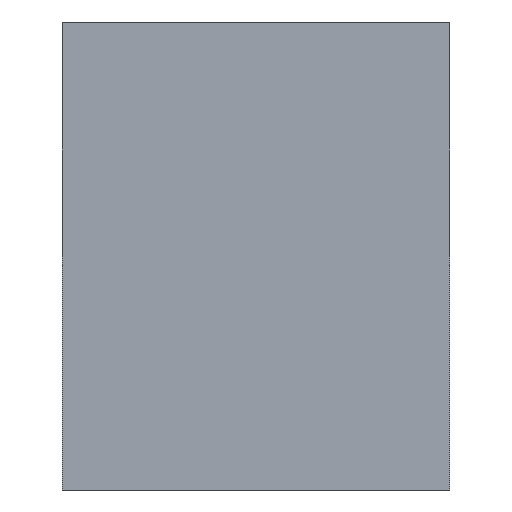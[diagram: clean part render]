
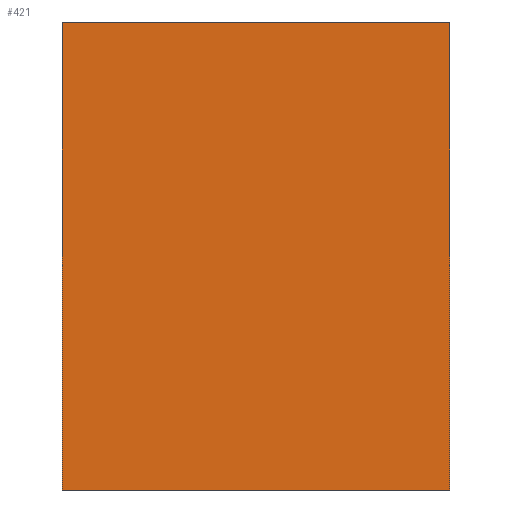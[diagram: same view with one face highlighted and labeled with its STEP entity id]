
A CAD part, front view. The second image highlights one B-rep face of the part: STEP entity #421.
In plain terms, the highlighted planar face has unit normal (0, -1, 0).
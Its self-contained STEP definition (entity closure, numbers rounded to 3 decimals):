
#16 = VECTOR ( 'NONE', #163, 1000. ) ;
#36 = CARTESIAN_POINT ( 'NONE',  ( -79.764, 74.501, 31.4 ) ) ;
#112 = VECTOR ( 'NONE', #858, 1000. ) ;
#131 = LINE ( 'NONE', #753, #16 ) ;
#140 = VERTEX_POINT ( 'NONE', #777 ) ;
#163 = DIRECTION ( 'NONE',  ( -1., 0., 0. ) ) ;
#186 = CARTESIAN_POINT ( 'NONE',  ( -53.747, 74.501, 31.4 ) ) ;
#221 = CARTESIAN_POINT ( 'NONE',  ( 0., 74.501, 31.4 ) ) ;
#270 = LINE ( 'NONE', #1837, #648 ) ;
#421 = ADVANCED_FACE ( 'NONE', ( #872 ), #1748, .T. ) ;
#437 = ORIENTED_EDGE ( 'NONE', *, *, #847, .F. ) ;
#569 = EDGE_CURVE ( 'NONE', #881, #140, #270, .T. ) ;
#593 = EDGE_LOOP ( 'NONE', ( #437, #758, #1537, #1267 ) ) ;
#629 = EDGE_CURVE ( 'NONE', #881, #901, #696, .T. ) ;
#648 = VECTOR ( 'NONE', #1463, 1000. ) ;
#696 = LINE ( 'NONE', #221, #1656 ) ;
#753 = CARTESIAN_POINT ( 'NONE',  ( 0., 74.501, 0. ) ) ;
#758 = ORIENTED_EDGE ( 'NONE', *, *, #569, .F. ) ;
#777 = CARTESIAN_POINT ( 'NONE',  ( -53.747, 74.501, 0. ) ) ;
#847 = EDGE_CURVE ( 'NONE', #140, #1222, #131, .T. ) ;
#858 = DIRECTION ( 'NONE',  ( 0., 0., -1. ) ) ;
#872 = FACE_OUTER_BOUND ( 'NONE', #593, .T. ) ;
#881 = VERTEX_POINT ( 'NONE', #186 ) ;
#901 = VERTEX_POINT ( 'NONE', #36 ) ;
#1046 = EDGE_CURVE ( 'NONE', #901, #1222, #1938, .T. ) ;
#1222 = VERTEX_POINT ( 'NONE', #1679 ) ;
#1267 = ORIENTED_EDGE ( 'NONE', *, *, #1046, .T. ) ;
#1306 = AXIS2_PLACEMENT_3D ( 'NONE', #1640, #1763, #1478 ) ;
#1463 = DIRECTION ( 'NONE',  ( 0., 0., -1. ) ) ;
#1478 = DIRECTION ( 'NONE',  ( 0., 0., -1. ) ) ;
#1537 = ORIENTED_EDGE ( 'NONE', *, *, #629, .T. ) ;
#1640 = CARTESIAN_POINT ( 'NONE',  ( 0., 74.501, 31.4 ) ) ;
#1656 = VECTOR ( 'NONE', #1875, 1000. ) ;
#1679 = CARTESIAN_POINT ( 'NONE',  ( -79.764, 74.501, 0. ) ) ;
#1748 = PLANE ( 'NONE',  #1306 ) ;
#1763 = DIRECTION ( 'NONE',  ( 0., -1., 0. ) ) ;
#1837 = CARTESIAN_POINT ( 'NONE',  ( -53.747, 74.501, 31.4 ) ) ;
#1875 = DIRECTION ( 'NONE',  ( -1., 0., 0. ) ) ;
#1913 = CARTESIAN_POINT ( 'NONE',  ( -79.764, 74.501, 31.4 ) ) ;
#1938 = LINE ( 'NONE', #1913, #112 ) ;
